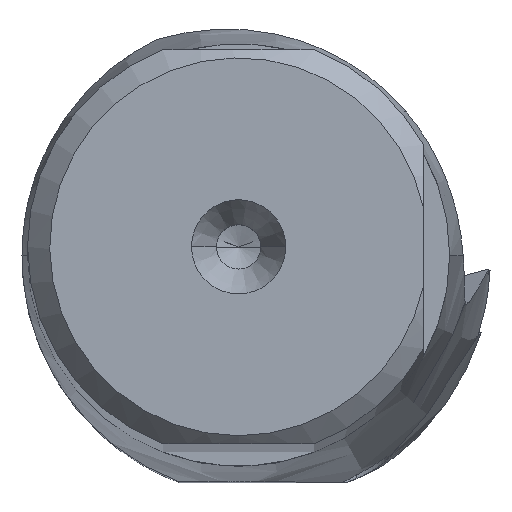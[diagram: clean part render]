
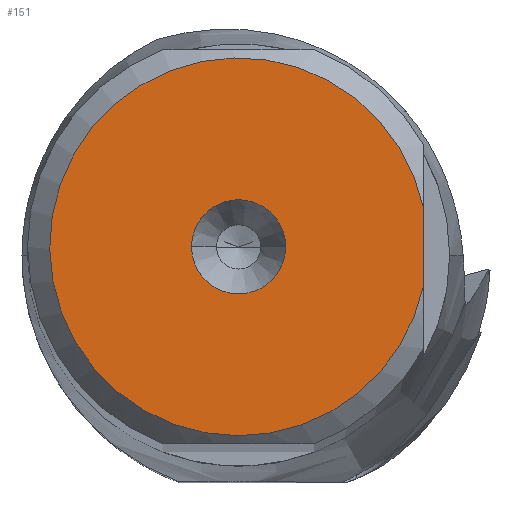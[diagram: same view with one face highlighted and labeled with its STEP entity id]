
A CAD part, top view. The second image highlights one B-rep face of the part: STEP entity #151.
In plain terms, the highlighted planar face has unit normal (0, 0, 1).
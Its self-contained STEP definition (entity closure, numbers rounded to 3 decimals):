
#50=FACE_BOUND('',#330,.T.);
#51=FACE_BOUND('',#331,.T.);
#62=PLANE('',#1602);
#151=ADVANCED_FACE('',(#50,#51),#62,.T.);
#330=EDGE_LOOP('',(#793,#794,#795));
#331=EDGE_LOOP('',(#796,#797));
#409=CIRCLE('',#1594,8.525);
#410=CIRCLE('',#1595,8.525);
#411=CIRCLE('',#1600,2.125);
#412=CIRCLE('',#1601,2.125);
#495=LINE('',#2573,#586);
#586=VECTOR('',#1876,1.);
#793=ORIENTED_EDGE('',*,*,#1298,.F.);
#794=ORIENTED_EDGE('',*,*,#1297,.F.);
#795=ORIENTED_EDGE('',*,*,#1302,.F.);
#796=ORIENTED_EDGE('',*,*,#1303,.F.);
#797=ORIENTED_EDGE('',*,*,#1304,.F.);
#1134=VERTEX_POINT('',#2537);
#1135=VERTEX_POINT('',#2539);
#1136=VERTEX_POINT('',#2541);
#1137=VERTEX_POINT('',#2576);
#1138=VERTEX_POINT('',#2577);
#1297=EDGE_CURVE('',#1134,#1135,#409,.T.);
#1298=EDGE_CURVE('',#1135,#1136,#410,.T.);
#1302=EDGE_CURVE('',#1136,#1134,#495,.T.);
#1303=EDGE_CURVE('',#1137,#1138,#411,.T.);
#1304=EDGE_CURVE('',#1138,#1137,#412,.T.);
#1594=AXIS2_PLACEMENT_3D('',#2538,#1865,#1866);
#1595=AXIS2_PLACEMENT_3D('',#2540,#1867,#1868);
#1600=AXIS2_PLACEMENT_3D('',#2575,#1879,#1880);
#1601=AXIS2_PLACEMENT_3D('',#2578,#1881,#1882);
#1602=AXIS2_PLACEMENT_3D('',#2579,#1883,#1884);
#1865=DIRECTION('',(0.,0.,-1.));
#1866=DIRECTION('',(0.978,-0.207,0.));
#1867=DIRECTION('',(0.,0.,-1.));
#1868=DIRECTION('',(0.,-1.,0.));
#1876=DIRECTION('',(0.,-1.,0.));
#1879=DIRECTION('',(0.,0.,1.));
#1880=DIRECTION('',(-1.,0.,0.));
#1881=DIRECTION('',(0.,0.,1.));
#1882=DIRECTION('',(1.,0.,0.));
#1883=DIRECTION('',(0.,0.,1.));
#1884=DIRECTION('',(1.,0.,0.));
#2537=CARTESIAN_POINT('',(8.34,-1.766,0.));
#2538=CARTESIAN_POINT('',(0.,0.,0.));
#2539=CARTESIAN_POINT('',(0.,-8.525,0.));
#2540=CARTESIAN_POINT('',(0.,0.,0.));
#2541=CARTESIAN_POINT('',(8.34,1.766,0.));
#2573=CARTESIAN_POINT('',(8.34,1.766,0.));
#2575=CARTESIAN_POINT('',(0.,0.,0.));
#2576=CARTESIAN_POINT('',(-2.125,0.,0.));
#2577=CARTESIAN_POINT('',(2.125,0.,0.));
#2578=CARTESIAN_POINT('',(0.,0.,0.));
#2579=CARTESIAN_POINT('',(-0.093,0.,0.));
